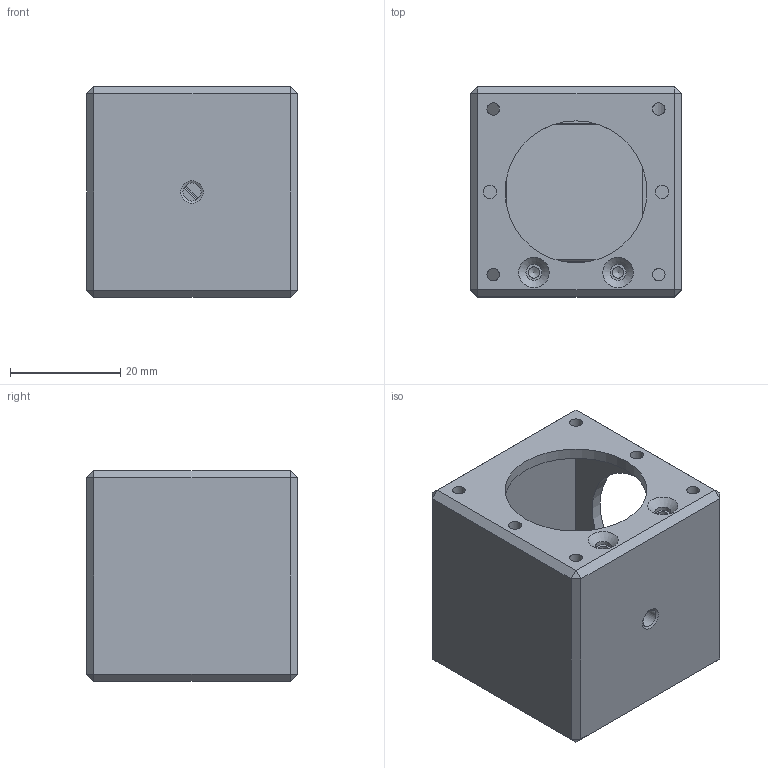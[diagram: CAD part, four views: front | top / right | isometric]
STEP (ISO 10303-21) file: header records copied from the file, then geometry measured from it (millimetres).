
FILE_DESCRIPTION(/* description */ (''),/* implementation_level */ '2;1');
FILE_NAME(/* name */ 'Cube - Mirror(CCM1-P01_M).step',/* time_stamp */ '2024-06-17T21:26:45-04:00',/* author */ (''),/* organization */ (''),/* preprocessor_version */ 'ST-DEVELOPER v20',/* originating_system */ 'Autodesk Translation Framework v12.20.1.177',/* authorisation */ '');
FILE_SCHEMA (('AUTOMOTIVE_DESIGN { 1 0 10303 214 3 1 1 }'));
Length unit declared in the file: inch
Products named in the file (1): Cube - Mirror(CCM1-P01_M)
Bounding box: 38.1 x 38.1 x 38.1 mm (x, y, z)
Volume: 27910.7 mm3; surface area: 21431.8 mm2
Topology: 7 solids, 7 shells, 737 faces, 2071 edges, 1437 vertices
Faces by surface type: plane 474, bspline 212, cylinder 37, cone 14
Full cylindrical faces by diameter (mm): 2.05 x4, 2.261 x8, 2.405 x4, 2.9 x4, 3.3 x1, 25.705 x2
Entity records: 35930 total; most frequent: CARTESIAN_POINT 18238, ORIENTED_EDGE 4126, DIRECTION 2672, EDGE_CURVE 2063, LINE 1458, VECTOR 1458, VERTEX_POINT 1437, EDGE_LOOP 864
